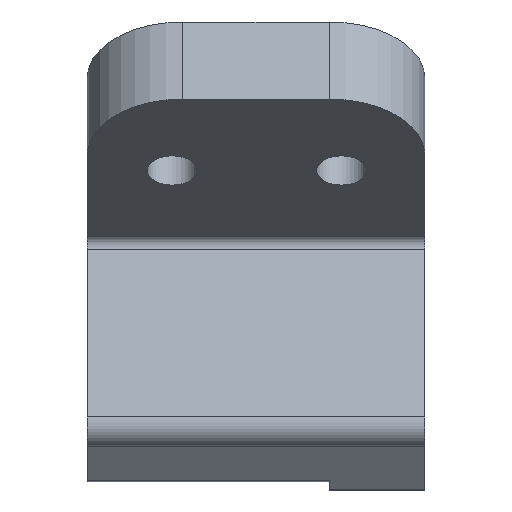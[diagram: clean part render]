
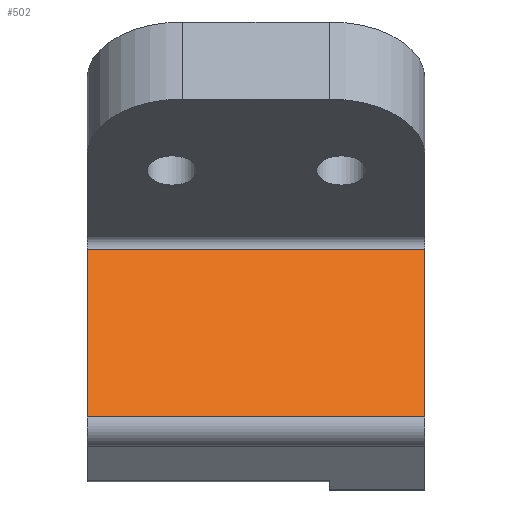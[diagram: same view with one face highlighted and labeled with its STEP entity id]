
A CAD part, top view. The second image highlights one B-rep face of the part: STEP entity #502.
In plain terms, the highlighted planar face has unit normal (0, 0.587, 0.81).
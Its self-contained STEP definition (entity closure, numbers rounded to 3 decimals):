
#28=PLANE('',#559);
#43=FACE_OUTER_BOUND('',#71,.T.);
#71=EDGE_LOOP('',(#358,#359,#360,#361));
#105=LINE('',#761,#151);
#110=LINE('',#784,#156);
#111=LINE('',#786,#157);
#112=LINE('',#787,#158);
#151=VECTOR('',#609,10.);
#156=VECTOR('',#630,10.);
#157=VECTOR('',#633,10.);
#158=VECTOR('',#634,10.);
#222=VERTEX_POINT('',#754);
#225=VERTEX_POINT('',#759);
#232=VERTEX_POINT('',#777);
#235=VERTEX_POINT('',#782);
#273=EDGE_CURVE('',#225,#222,#105,.T.);
#284=EDGE_CURVE('',#235,#232,#110,.T.);
#285=EDGE_CURVE('',#232,#225,#111,.T.);
#286=EDGE_CURVE('',#222,#235,#112,.T.);
#358=ORIENTED_EDGE('',*,*,#273,.F.);
#359=ORIENTED_EDGE('',*,*,#285,.F.);
#360=ORIENTED_EDGE('',*,*,#284,.F.);
#361=ORIENTED_EDGE('',*,*,#286,.F.);
#502=ADVANCED_FACE('',(#43),#28,.T.);
#559=AXIS2_PLACEMENT_3D('',#785,#631,#632);
#609=DIRECTION('',(1.,0.,0.));
#630=DIRECTION('',(-1.,0.,0.));
#631=DIRECTION('center_axis',(0.,0.587,0.81));
#632=DIRECTION('ref_axis',(0.,0.81,-0.587));
#633=DIRECTION('',(0.,0.81,-0.587));
#634=DIRECTION('',(0.,-0.81,0.587));
#754=CARTESIAN_POINT('',(10.,25.153,1.363));
#759=CARTESIAN_POINT('',(-25.4,25.153,1.363));
#761=CARTESIAN_POINT('',(10.,25.153,1.363));
#777=CARTESIAN_POINT('',(-25.4,7.586,14.101));
#782=CARTESIAN_POINT('',(10.,7.586,14.101));
#784=CARTESIAN_POINT('',(10.,7.586,14.101));
#785=CARTESIAN_POINT('Origin',(10.,5.399,15.686));
#786=CARTESIAN_POINT('',(-25.4,25.962,0.776));
#787=CARTESIAN_POINT('',(10.,25.962,0.776));
